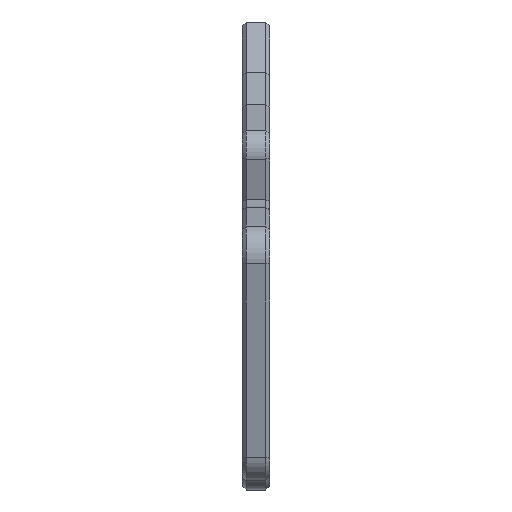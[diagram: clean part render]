
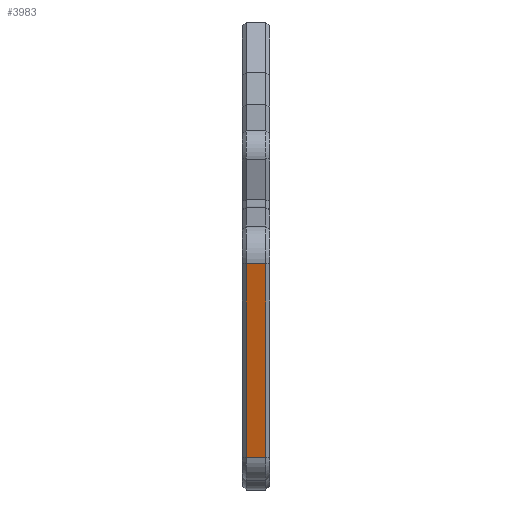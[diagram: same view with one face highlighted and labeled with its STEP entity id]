
A CAD part, left-side view. The second image highlights one B-rep face of the part: STEP entity #3983.
In plain terms, the highlighted planar face has unit normal (-0.966, 0, -0.259).
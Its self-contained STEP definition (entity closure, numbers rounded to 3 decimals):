
#203=PLANE('',#4371);
#422=FACE_OUTER_BOUND('',#663,.T.);
#663=EDGE_LOOP('',(#3685,#3686,#3687,#3688));
#957=LINE('',#6011,#1366);
#1032=LINE('',#6202,#1441);
#1221=LINE('',#6699,#1630);
#1222=LINE('',#6701,#1631);
#1366=VECTOR('',#4782,10.);
#1441=VECTOR('',#4977,10.);
#1630=VECTOR('',#5518,10.);
#1631=VECTOR('',#5521,10.);
#1823=VERTEX_POINT('',#6005);
#1824=VERTEX_POINT('',#6009);
#1874=VERTEX_POINT('',#6195);
#1876=VERTEX_POINT('',#6201);
#2222=EDGE_CURVE('',#1823,#1824,#957,.T.);
#2315=EDGE_CURVE('',#1874,#1876,#1032,.T.);
#2559=EDGE_CURVE('',#1874,#1824,#1221,.T.);
#2560=EDGE_CURVE('',#1876,#1823,#1222,.T.);
#3685=ORIENTED_EDGE('',*,*,#2222,.F.);
#3686=ORIENTED_EDGE('',*,*,#2560,.F.);
#3687=ORIENTED_EDGE('',*,*,#2315,.F.);
#3688=ORIENTED_EDGE('',*,*,#2559,.T.);
#3983=ADVANCED_FACE('',(#422),#203,.T.);
#4371=AXIS2_PLACEMENT_3D('',#6700,#5519,#5520);
#4782=DIRECTION('',(0.259,0.,-0.966));
#4977=DIRECTION('',(-0.259,0.,0.966));
#5518=DIRECTION('',(0.,-1.,0.));
#5519=DIRECTION('center_axis',(-0.966,0.,-0.259));
#5520=DIRECTION('ref_axis',(0.259,0.,-0.966));
#5521=DIRECTION('',(0.,-1.,0.));
#6005=CARTESIAN_POINT('',(-1.846,-6.,8.823));
#6009=CARTESIAN_POINT('',(11.612,-6.,-41.405));
#6011=CARTESIAN_POINT('',(4.397,-6.,-14.479));
#6195=CARTESIAN_POINT('',(11.612,-1.,-41.405));
#6201=CARTESIAN_POINT('',(-1.846,-1.,8.823));
#6202=CARTESIAN_POINT('',(-3.531,-1.,15.109));
#6699=CARTESIAN_POINT('',(11.612,0.,-41.405));
#6700=CARTESIAN_POINT('Origin',(-1.846,0.,8.823));
#6701=CARTESIAN_POINT('',(-1.846,0.,8.823));
